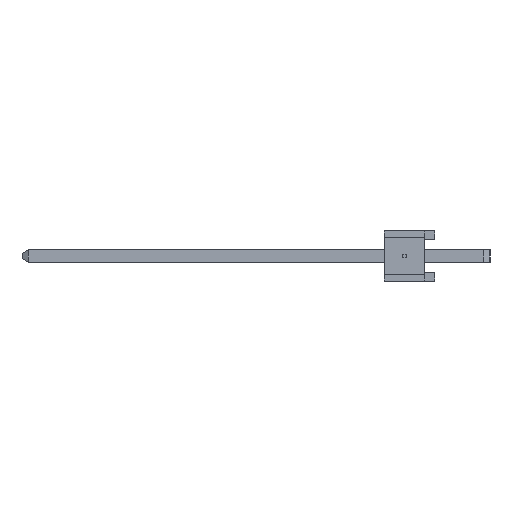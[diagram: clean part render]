
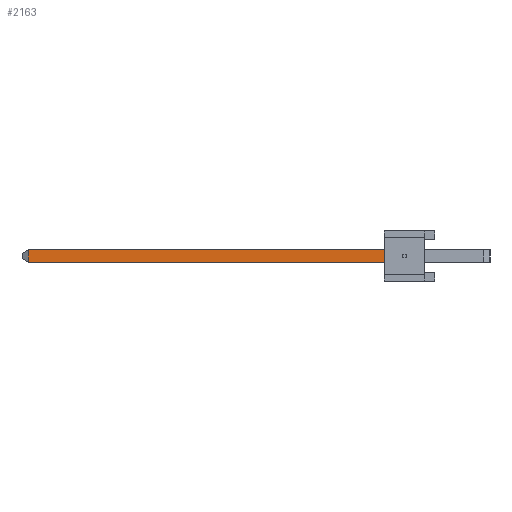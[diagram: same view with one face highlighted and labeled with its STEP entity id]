
A CAD part, left-side view. The second image highlights one B-rep face of the part: STEP entity #2163.
In plain terms, the highlighted planar face has unit normal (-1, 0, 0).
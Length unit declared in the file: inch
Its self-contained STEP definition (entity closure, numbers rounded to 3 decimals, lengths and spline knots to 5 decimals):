
#2163 = ADVANCED_FACE( '', ( #4442 ), #4443, .F. );
#4442 = FACE_OUTER_BOUND( '', #6788, .T. );
#4443 = PLANE( '', #6789 );
#6788 = EDGE_LOOP( '', ( #13192, #13193, #13194, #13195 ) );
#6789 = AXIS2_PLACEMENT_3D( '', #13196, #13197, #13198 );
#13192 = ORIENTED_EDGE( '', *, *, #15624, .T. );
#13193 = ORIENTED_EDGE( '', *, *, #15524, .T. );
#13194 = ORIENTED_EDGE( '', *, *, #14484, .F. );
#13195 = ORIENTED_EDGE( '', *, *, #16541, .F. );
#13196 = CARTESIAN_POINT( '', ( -0.7125, 0.93, 0.0125 ) );
#13197 = DIRECTION( '', ( 1., 0., 0. ) );
#13198 = DIRECTION( '', ( 0., 0., -1. ) );
#14484 = EDGE_CURVE( '', #17575, #17577, #17578, .T. );
#15524 = EDGE_CURVE( '', #18707, #17577, #19206, .T. );
#15624 = EDGE_CURVE( '', #19348, #18707, #19349, .T. );
#16541 = EDGE_CURVE( '', #19348, #17575, #20451, .T. );
#17575 = VERTEX_POINT( '', #21916 );
#17577 = VERTEX_POINT( '', #21919 );
#17578 = LINE( '', #21920, #21921 );
#18707 = VERTEX_POINT( '', #23609 );
#19206 = LINE( '', #24375, #24376 );
#19348 = VERTEX_POINT( '', #24590 );
#19349 = LINE( '', #24591, #24592 );
#20451 = LINE( '', #26275, #26276 );
#21916 = CARTESIAN_POINT( '', ( -0.7125, 0.165, 0.0125 ) );
#21919 = CARTESIAN_POINT( '', ( -0.7125, 0.165, -0.0125 ) );
#21920 = CARTESIAN_POINT( '', ( -0.7125, 0.165, 0.0125 ) );
#21921 = VECTOR( '', #26843, 39.37008 );
#23609 = CARTESIAN_POINT( '', ( -0.7125, 0.918, -0.0125 ) );
#24375 = CARTESIAN_POINT( '', ( -0.7125, 0.93, -0.0125 ) );
#24376 = VECTOR( '', #27670, 39.37008 );
#24590 = CARTESIAN_POINT( '', ( -0.7125, 0.918, 0.0125 ) );
#24591 = CARTESIAN_POINT( '', ( -0.7125, 0.918, 0.1 ) );
#24592 = VECTOR( '', #27743, 39.37008 );
#26275 = CARTESIAN_POINT( '', ( -0.7125, 0.93, 0.0125 ) );
#26276 = VECTOR( '', #28325, 39.37008 );
#26843 = DIRECTION( '', ( 0., 0., -1. ) );
#27670 = DIRECTION( '', ( 0., -1., 0. ) );
#27743 = DIRECTION( '', ( 0., 0., -1. ) );
#28325 = DIRECTION( '', ( 0., -1., 0. ) );
